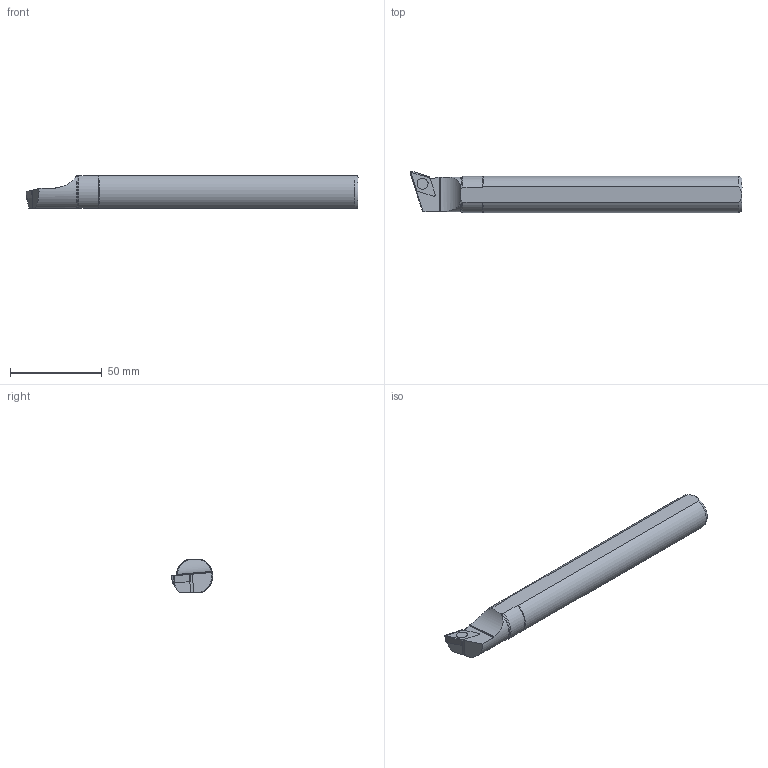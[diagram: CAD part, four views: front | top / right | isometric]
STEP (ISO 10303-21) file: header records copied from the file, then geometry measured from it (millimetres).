
FILE_DESCRIPTION(/* description */ (''),/* implementation_level */ '2;1');
FILE_NAME(/* name */ 'A20QSDQCL11_SIM.stp',/* time_stamp */ '2022-03-14T12:44:35+01:00',/* author */ (''),/* organization */ (''),/* preprocessor_version */ 'ST-DEVELOPER v16.7',/* originating_system */ 'SIEMENS PLM Software NX 12.0',/* authorisation */ '');
FILE_SCHEMA (('AUTOMOTIVE_DESIGN { 1 0 10303 214 3 1 1 1 }'));
Length unit declared in the file: millimetre
Products named in the file (1): model1
Bounding box: 181.19 x 22.76 x 18 mm (x, y, z)
Volume: 51041.4 mm3; surface area: 11714.4 mm2
Topology: 2 solids, 2 shells, 45 faces, 122 edges, 81 vertices
Faces by surface type: plane 16, cylinder 12, cone 10, torus 7
Full cylindrical faces by diameter (mm): 4.4 x1, 6 x1
Entity records: 1577 total; most frequent: CARTESIAN_POINT 456, ORIENTED_EDGE 232, DIRECTION 217, EDGE_CURVE 116, AXIS2_PLACEMENT_3D 86, VERTEX_POINT 79, EDGE_LOOP 51, ADVANCED_FACE 45
